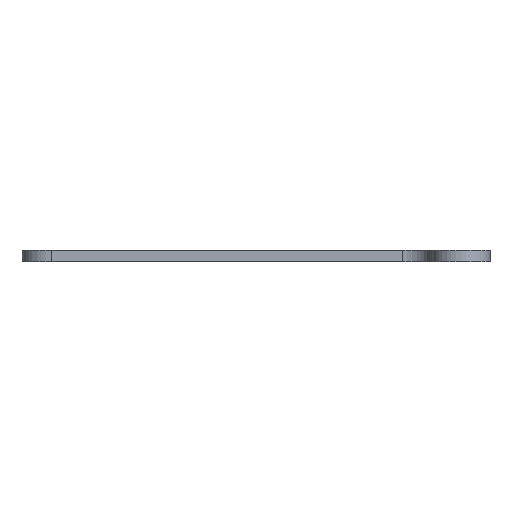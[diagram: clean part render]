
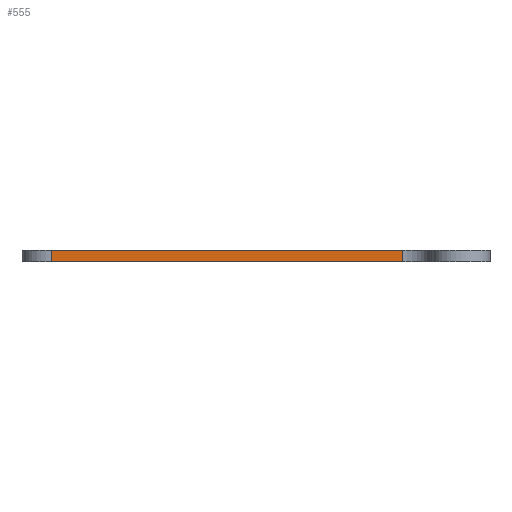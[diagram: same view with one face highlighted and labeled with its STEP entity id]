
A CAD part, front view. The second image highlights one B-rep face of the part: STEP entity #555.
In plain terms, the highlighted planar face has unit normal (0, -1, 0).
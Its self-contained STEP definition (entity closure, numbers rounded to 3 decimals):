
#17 = DIRECTION ( 'NONE',  ( 1., 0., 0. ) ) ;
#18 = VECTOR ( 'NONE', #17, 1000. ) ;
#19 = CARTESIAN_POINT ( 'NONE',  ( -92., -12.5, -3.2 ) ) ;
#20 = LINE ( 'NONE', #19, #18 ) ;
#28 = VECTOR ( 'NONE', #65, 1000. ) ;
#56 = CARTESIAN_POINT ( 'NONE',  ( 4.008, -12.5, -3.2 ) ) ;
#57 = LINE ( 'NONE', #56, #28 ) ;
#63 = CARTESIAN_POINT ( 'NONE',  ( 4.008, -12.5, -3.2 ) ) ;
#65 = DIRECTION ( 'NONE',  ( 0., 0., 1. ) ) ;
#68 = FACE_OUTER_BOUND ( 'NONE', #556, .T. ) ;
#69 = AXIS2_PLACEMENT_3D ( 'NONE', #145, #86, #70 ) ;
#70 = DIRECTION ( 'NONE',  ( 1., 0., 0. ) ) ;
#73 = PLANE ( 'NONE',  #69 ) ;
#80 = DIRECTION ( 'NONE',  ( 1., 0., 0. ) ) ;
#81 = VECTOR ( 'NONE', #80, 1000. ) ;
#82 = CARTESIAN_POINT ( 'NONE',  ( -92., -12.5, 0. ) ) ;
#83 = LINE ( 'NONE', #82, #81 ) ;
#86 = DIRECTION ( 'NONE',  ( 0., -1., 0. ) ) ;
#87 = CARTESIAN_POINT ( 'NONE',  ( -92., -12.5, 0. ) ) ;
#106 = CARTESIAN_POINT ( 'NONE',  ( 4.008, -12.5, 0. ) ) ;
#107 = CARTESIAN_POINT ( 'NONE',  ( -92., -12.5, -3.2 ) ) ;
#112 = DIRECTION ( 'NONE',  ( 0., 0., 1. ) ) ;
#113 = VECTOR ( 'NONE', #112, 1000. ) ;
#114 = CARTESIAN_POINT ( 'NONE',  ( -92., -12.5, -3.2 ) ) ;
#115 = LINE ( 'NONE', #114, #113 ) ;
#145 = CARTESIAN_POINT ( 'NONE',  ( -92., -12.5, -3.2 ) ) ;
#532 = ORIENTED_EDGE ( 'NONE', *, *, #533, .T. ) ;
#533 = EDGE_CURVE ( 'NONE', #567, #551, #20, .T. ) ;
#550 = EDGE_CURVE ( 'NONE', #551, #570, #57, .T. ) ;
#551 = VERTEX_POINT ( 'NONE', #63 ) ;
#555 = ADVANCED_FACE ( 'NONE', ( #68 ), #73, .T. ) ;
#556 = EDGE_LOOP ( 'NONE', ( #565, #589, #532, #562 ) ) ;
#557 = VERTEX_POINT ( 'NONE', #87 ) ;
#562 = ORIENTED_EDGE ( 'NONE', *, *, #550, .T. ) ;
#565 = ORIENTED_EDGE ( 'NONE', *, *, #566, .F. ) ;
#566 = EDGE_CURVE ( 'NONE', #557, #570, #83, .T. ) ;
#567 = VERTEX_POINT ( 'NONE', #107 ) ;
#570 = VERTEX_POINT ( 'NONE', #106 ) ;
#589 = ORIENTED_EDGE ( 'NONE', *, *, #590, .F. ) ;
#590 = EDGE_CURVE ( 'NONE', #567, #557, #115, .T. ) ;
